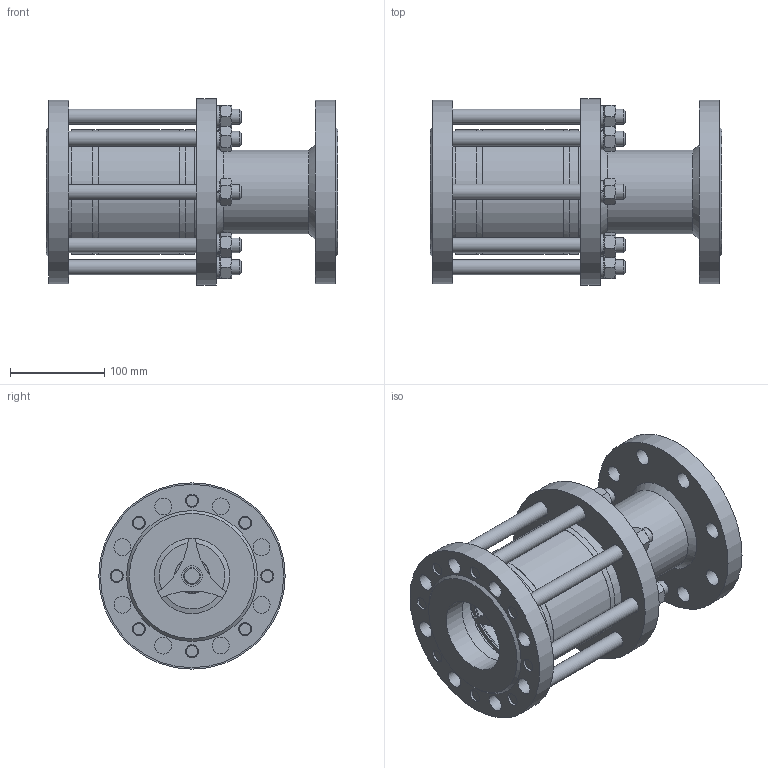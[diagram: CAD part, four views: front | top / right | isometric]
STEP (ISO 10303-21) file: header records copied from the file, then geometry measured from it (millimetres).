
FILE_DESCRIPTION((''),'2;1');
FILE_NAME('ФБ41 010 080 000.stp','2015-03-20T13:59:25',('��������'),(''),'Autodesk Inventor 2013','Autodesk Inventor 2013','');
FILE_SCHEMA(('AUTOMOTIVE_DESIGN { 1 0 10303 214 1 1 1 1 }'));
Length unit declared in the file: millimetre
Products named in the file (27): ФБ41 010 080 000; ФБ41 010 080 010; ФБ41 010 080 010_Сварные швы; ФБ41 010 080 012; ФБ41 010 080 011; ФБ41 010 080 013; ФБ41 010 080 005; ФБ39 014 050 930Л; ФБ39 014 050 930Л_Сварные швы; ФБ41 010 050 022; ФБ41 010 050 022_1; ФБ41 010 080 033; ФБ41 010 080 020; ФБ41 010 080 020_Сварные швы; ФБ41 010 080 021; ФБ41 010 080 022; ФБ41 010 080 040; ФБ41 010 080 040_Сварные швы; ФБ41 010 080 041; ФБ41 010 080 042; ФБ41 010 080 003; ФБ41 010 080 004; Шайба ГОСТ 6402-70 16 N; Гайка ГОСТ 5915-70 M16; Пружина сжатия; Пружина сжатия1; ФБ41 010 080 002
Assembly tree (48 placements, depth 3):
  ФБ41 010 080 000
    ФБ41 010 080 010
      ФБ41 010 080 010_Сварные швы
      ФБ41 010 080 012
      ФБ41 010 080 011
      ФБ41 010 080 013
    ФБ41 010 080 005
    ФБ39 014 050 930Л
      ФБ39 014 050 930Л_Сварные швы
      ФБ41 010 050 022
      ФБ41 010 050 022_1
      ФБ41 010 080 033
    ФБ41 010 080 020
      ФБ41 010 080 020_Сварные швы
      ФБ41 010 080 021
      ФБ41 010 080 022
    ФБ41 010 080 040
      ФБ41 010 080 040_Сварные швы
      ФБ41 010 080 041
      ФБ41 010 080 042
    ФБ41 010 080 003  x2
    ФБ41 010 080 004  x8
    Шайба ГОСТ 6402-70 16 N  x8
    Гайка ГОСТ 5915-70 M16  x8
    Пружина сжатия
      Пружина сжатия1
    ФБ41 010 080 002
Bounding box: 310 x 198 x 198 mm (x, y, z)
Volume: 2685880.5 mm3; surface area: 682484.5 mm2
Topology: 47 solids, 47 shells, 447 faces, 997 edges, 645 vertices
Faces by surface type: plane 200, cylinder 124, cone 110, bspline 13
Full cylindrical faces by diameter (mm): 12 x2, 13.835 x16, 16 x8, 18 x26, 22 x5, 31 x5, 78 x1, 80 x2, 87 x3, 88 x2, 89 x3, 90 x1, 95 x1, 97 x1, 102 x1, 102.835 x1, 105 x4, 106 x5, 120 x7, 121 x2, 132 x3, 195 x2, 198 x1
Entity records: 10627 total; most frequent: CARTESIAN_POINT 4017, DIRECTION 1372, ORIENTED_EDGE 866, AXIS2_PLACEMENT_3D 633, EDGE_LOOP 540, EDGE_CURVE 433, VERTEX_POINT 359, CIRCLE 292
